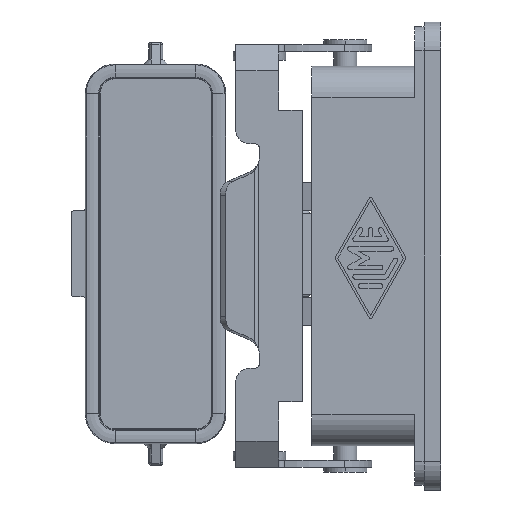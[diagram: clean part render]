
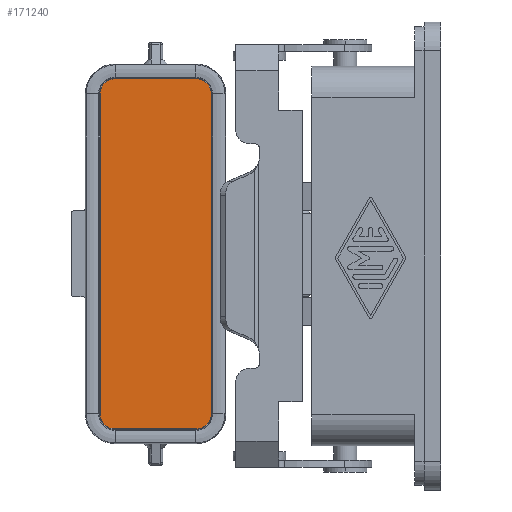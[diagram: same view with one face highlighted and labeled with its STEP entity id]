
A CAD part, front view. The second image highlights one B-rep face of the part: STEP entity #171240.
In plain terms, the highlighted face is planar.
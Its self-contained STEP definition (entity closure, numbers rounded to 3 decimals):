
#166500=CARTESIAN_POINT('',(-30.3,24.1,-24.33));
#166510=VERTEX_POINT('',#166500);
#166700=CARTESIAN_POINT('',(-33.3,27.1,-24.33));
#166710=VERTEX_POINT('',#166700);
#166740=CARTESIAN_POINT('',(-30.3,27.1,-24.33));
#166750=DIRECTION('',(0.,0.,1.));
#166760=DIRECTION('',(0.,1.,0.));
#166770=AXIS2_PLACEMENT_3D('',#166740,#166750,#166760);
#166780=CIRCLE('',#166770,3.);
#166790=EDGE_CURVE('',#166710,#166510,#166780,.T.);
#167010=CARTESIAN_POINT('',(37.,24.1,-24.33));
#167020=VERTEX_POINT('',#167010);
#167140=CARTESIAN_POINT('',(73.88,24.1,-24.33));
#167150=DIRECTION('',(-1.,0.,0.));
#167160=VECTOR('',#167150,1.);
#167170=LINE('',#167140,#167160);
#167180=EDGE_CURVE('',#167020,#166510,#167170,.T.);
#167420=CARTESIAN_POINT('',(40.,27.1,-24.33));
#167430=VERTEX_POINT('',#167420);
#167540=CARTESIAN_POINT('',(37.,27.1,-24.33));
#167550=DIRECTION('',(0.,0.,1.));
#167560=DIRECTION('',(0.,1.,0.));
#167570=AXIS2_PLACEMENT_3D('',#167540,#167550,#167560);
#167580=CIRCLE('',#167570,3.);
#167590=EDGE_CURVE('',#167020,#167430,#167580,.T.);
#167900=CARTESIAN_POINT('',(-33.3,44.3,-24.33));
#167910=VERTEX_POINT('',#167900);
#167940=CARTESIAN_POINT('',(-33.3,-6.25,-24.33));
#167950=DIRECTION('',(0.,1.,0.));
#167960=VECTOR('',#167950,1.);
#167970=LINE('',#167940,#167960);
#167980=EDGE_CURVE('',#166710,#167910,#167970,.T.);
#168300=CARTESIAN_POINT('',(-30.3,47.3,-24.33));
#168310=VERTEX_POINT('',#168300);
#168340=CARTESIAN_POINT('',(-30.3,44.3,-24.33));
#168350=DIRECTION('',(0.,0.,1.));
#168360=DIRECTION('',(0.,1.,0.));
#168370=AXIS2_PLACEMENT_3D('',#168340,#168350,#168360);
#168380=CIRCLE('',#168370,3.);
#168390=EDGE_CURVE('',#168310,#167910,#168380,.T.);
#168700=CARTESIAN_POINT('',(37.,47.3,-24.33));
#168710=VERTEX_POINT('',#168700);
#168740=CARTESIAN_POINT('',(73.88,47.3,-24.33));
#168750=DIRECTION('',(1.,0.,0.));
#168760=VECTOR('',#168750,1.);
#168770=LINE('',#168740,#168760);
#168780=EDGE_CURVE('',#168310,#168710,#168770,.T.);
#169100=CARTESIAN_POINT('',(40.,44.3,-24.33));
#169110=VERTEX_POINT('',#169100);
#169140=CARTESIAN_POINT('',(37.,44.3,-24.33));
#169150=DIRECTION('',(0.,0.,1.));
#169160=DIRECTION('',(0.,1.,0.));
#169170=AXIS2_PLACEMENT_3D('',#169140,#169150,#169160);
#169180=CIRCLE('',#169170,3.);
#169190=EDGE_CURVE('',#169110,#168710,#169180,.T.);
#169440=CARTESIAN_POINT('',(40.,-6.25,-24.33));
#169450=DIRECTION('',(0.,-1.,0.));
#169460=VECTOR('',#169450,1.);
#169470=LINE('',#169440,#169460);
#169480=EDGE_CURVE('',#169110,#167430,#169470,.T.);
#171090=CARTESIAN_POINT('',(11.6,35.7,-24.33));
#171100=DIRECTION('',(0.,0.,1.));
#171110=DIRECTION('',(0.,1.,0.));
#171120=AXIS2_PLACEMENT_3D('',#171090,#171100,#171110);
#171130=PLANE('',#171120);
#171140=ORIENTED_EDGE('',*,*,#169190,.T.);
#171150=ORIENTED_EDGE('',*,*,#169480,.F.);
#171160=ORIENTED_EDGE('',*,*,#167590,.T.);
#171170=ORIENTED_EDGE('',*,*,#167180,.F.);
#171180=ORIENTED_EDGE('',*,*,#166790,.T.);
#171190=ORIENTED_EDGE('',*,*,#167980,.F.);
#171200=ORIENTED_EDGE('',*,*,#168390,.T.);
#171210=ORIENTED_EDGE('',*,*,#168780,.F.);
#171220=EDGE_LOOP('',(#171210,#171200,#171190,#171180,#171170,#171160,
#171150,#171140));
#171230=FACE_OUTER_BOUND('',#171220,.T.);
#171240=ADVANCED_FACE('',(#171230),#171130,.T.);
